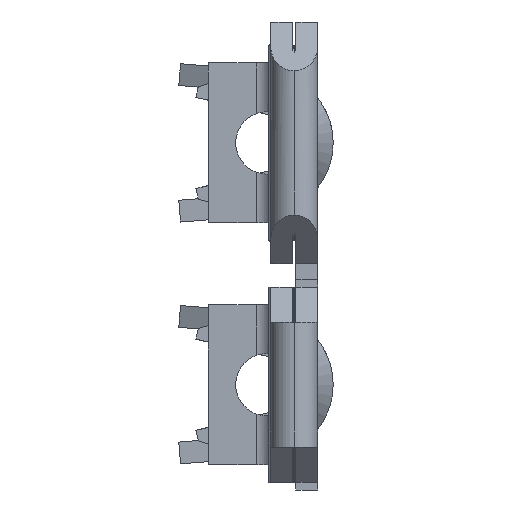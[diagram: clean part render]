
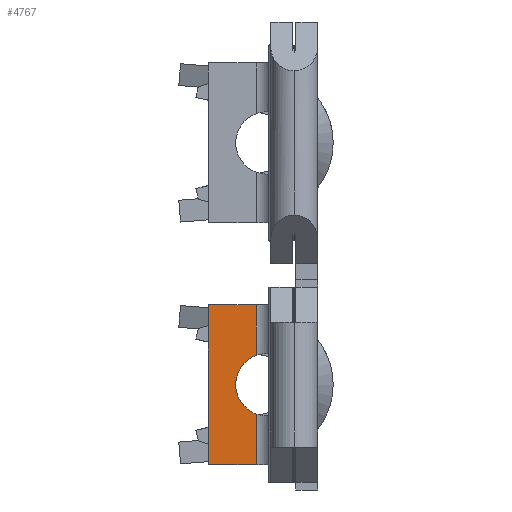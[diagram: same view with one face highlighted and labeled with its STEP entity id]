
A CAD part, left-side view. The second image highlights one B-rep face of the part: STEP entity #4767.
In plain terms, the highlighted planar face has unit normal (-1, 0, 0).
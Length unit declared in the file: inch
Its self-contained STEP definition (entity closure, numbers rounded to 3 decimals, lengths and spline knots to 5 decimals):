
#625 = DIRECTION ( 'NONE',  ( 0., 0., -1. ) ) ;
#652 = ORIENTED_EDGE ( 'NONE', *, *, #9886, .T. ) ;
#704 = DIRECTION ( 'NONE',  ( 0., 0., -1. ) ) ;
#1254 = VERTEX_POINT ( 'NONE', #7975 ) ;
#1506 = CARTESIAN_POINT ( 'NONE',  ( 0.72, 0.11, -0.1025 ) ) ;
#1604 = VECTOR ( 'NONE', #8158, 39.37008 ) ;
#1685 = CARTESIAN_POINT ( 'NONE',  ( 0.72, 0.0485, 0.125 ) ) ;
#1899 = LINE ( 'NONE', #1506, #1604 ) ;
#2150 = ORIENTED_EDGE ( 'NONE', *, *, #8500, .T. ) ;
#2156 = CARTESIAN_POINT ( 'NONE',  ( 0.72, 0.11, 0.1025 ) ) ;
#2748 = CARTESIAN_POINT ( 'NONE',  ( 0.72, 0.0485, -0.1025 ) ) ;
#2841 = DIRECTION ( 'NONE',  ( 1., 0., 0. ) ) ;
#3085 = AXIS2_PLACEMENT_3D ( 'NONE', #8097, #9081, #3336 ) ;
#3097 = DIRECTION ( 'NONE',  ( 0., 1., 0. ) ) ;
#3336 = DIRECTION ( 'NONE',  ( 0., 1., 0. ) ) ;
#3525 = CARTESIAN_POINT ( 'NONE',  ( 0.72, 0.11, 0.125 ) ) ;
#3947 = VECTOR ( 'NONE', #11191, 39.37008 ) ;
#4029 = EDGE_CURVE ( 'NONE', #11194, #8516, #5109, .T. ) ;
#4030 = EDGE_LOOP ( 'NONE', ( #9249, #652, #10909, #9467, #2150, #11618 ) ) ;
#4103 = VERTEX_POINT ( 'NONE', #2748 ) ;
#4367 = CIRCLE ( 'NONE', #7128, 0.04 ) ;
#4614 = LINE ( 'NONE', #8298, #11363 ) ;
#4767 = ADVANCED_FACE ( 'NONE', ( #10352 ), #5207, .F. ) ;
#5109 = LINE ( 'NONE', #1685, #5393 ) ;
#5193 = VERTEX_POINT ( 'NONE', #7703 ) ;
#5207 = PLANE ( 'NONE',  #3085 ) ;
#5393 = VECTOR ( 'NONE', #704, 39.37008 ) ;
#6669 = EDGE_CURVE ( 'NONE', #5193, #4103, #1899, .T. ) ;
#7128 = AXIS2_PLACEMENT_3D ( 'NONE', #8596, #2841, #9553 ) ;
#7361 = CARTESIAN_POINT ( 'NONE',  ( 0.72, 0.0485, 0.03765 ) ) ;
#7703 = CARTESIAN_POINT ( 'NONE',  ( 0.72, 0.11, -0.1025 ) ) ;
#7936 = CARTESIAN_POINT ( 'NONE',  ( 0.72, 0.0485, 0.1025 ) ) ;
#7975 = CARTESIAN_POINT ( 'NONE',  ( 0.72, 0.0485, -0.03765 ) ) ;
#8097 = CARTESIAN_POINT ( 'NONE',  ( 0.72, 0.11, 0.125 ) ) ;
#8158 = DIRECTION ( 'NONE',  ( 0., -1., 0. ) ) ;
#8298 = CARTESIAN_POINT ( 'NONE',  ( 0.72, 0.0485, 0.125 ) ) ;
#8500 = EDGE_CURVE ( 'NONE', #11476, #5193, #9042, .T. ) ;
#8516 = VERTEX_POINT ( 'NONE', #7361 ) ;
#8596 = CARTESIAN_POINT ( 'NONE',  ( 0.72, 0.035, 0. ) ) ;
#9042 = LINE ( 'NONE', #3525, #3947 ) ;
#9081 = DIRECTION ( 'NONE',  ( 1., 0., 0. ) ) ;
#9249 = ORIENTED_EDGE ( 'NONE', *, *, #11929, .F. ) ;
#9467 = ORIENTED_EDGE ( 'NONE', *, *, #10613, .T. ) ;
#9553 = DIRECTION ( 'NONE',  ( 0., 1., 0. ) ) ;
#9886 = EDGE_CURVE ( 'NONE', #1254, #8516, #4367, .T. ) ;
#10352 = FACE_OUTER_BOUND ( 'NONE', #4030, .T. ) ;
#10613 = EDGE_CURVE ( 'NONE', #11194, #11476, #12149, .T. ) ;
#10909 = ORIENTED_EDGE ( 'NONE', *, *, #4029, .F. ) ;
#11191 = DIRECTION ( 'NONE',  ( 0., 0., -1. ) ) ;
#11194 = VERTEX_POINT ( 'NONE', #7936 ) ;
#11363 = VECTOR ( 'NONE', #625, 39.37008 ) ;
#11476 = VERTEX_POINT ( 'NONE', #12185 ) ;
#11618 = ORIENTED_EDGE ( 'NONE', *, *, #6669, .T. ) ;
#11863 = VECTOR ( 'NONE', #3097, 39.37008 ) ;
#11929 = EDGE_CURVE ( 'NONE', #1254, #4103, #4614, .T. ) ;
#12149 = LINE ( 'NONE', #2156, #11863 ) ;
#12185 = CARTESIAN_POINT ( 'NONE',  ( 0.72, 0.11, 0.1025 ) ) ;
